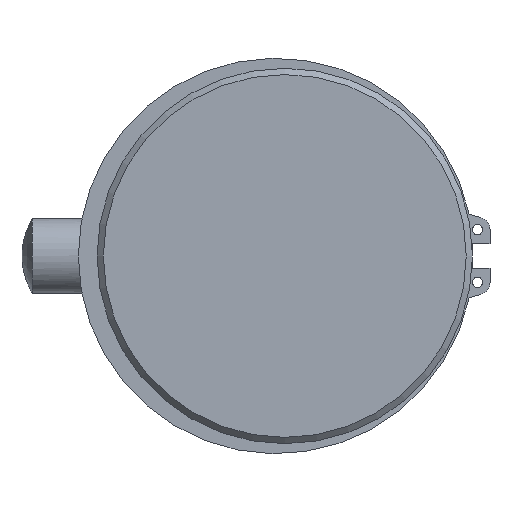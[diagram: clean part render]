
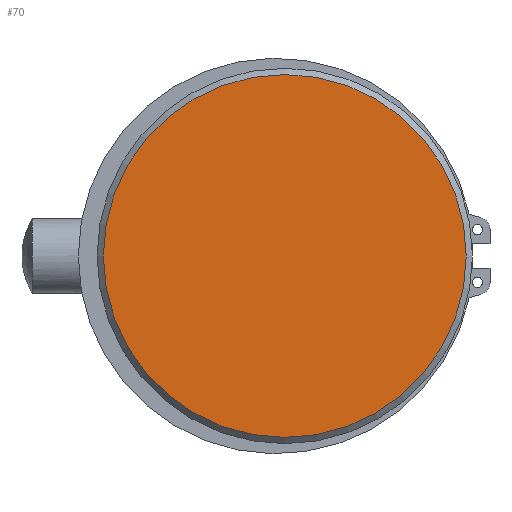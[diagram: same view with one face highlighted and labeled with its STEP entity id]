
A CAD part, left-side view. The second image highlights one B-rep face of the part: STEP entity #70.
In plain terms, the highlighted planar face has unit normal (-1, 0, 0).
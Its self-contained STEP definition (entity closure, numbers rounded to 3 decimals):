
#70 = ADVANCED_FACE( '', ( #154 ), #155, .F. );
#154 = FACE_OUTER_BOUND( '', #248, .T. );
#155 = PLANE( '', #249 );
#248 = EDGE_LOOP( '', ( #430 ) );
#249 = AXIS2_PLACEMENT_3D( '', #431, #432, #433 );
#430 = ORIENTED_EDGE( '', *, *, #516, .F. );
#431 = CARTESIAN_POINT( '', ( -55., 0., 0. ) );
#432 = DIRECTION( '', ( 1., 0., 0. ) );
#433 = DIRECTION( '', ( 0., 0., -1. ) );
#516 = EDGE_CURVE( '', #588, #588, #589, .T. );
#588 = VERTEX_POINT( '', #692 );
#589 = CIRCLE( '', #693, 14.5 );
#692 = CARTESIAN_POINT( '', ( -55., 0., -14.5 ) );
#693 = AXIS2_PLACEMENT_3D( '', #883, #884, #885 );
#883 = CARTESIAN_POINT( '', ( -55., 0., 0. ) );
#884 = DIRECTION( '', ( 1., 0., 0. ) );
#885 = DIRECTION( '', ( 0., 0., -1. ) );
